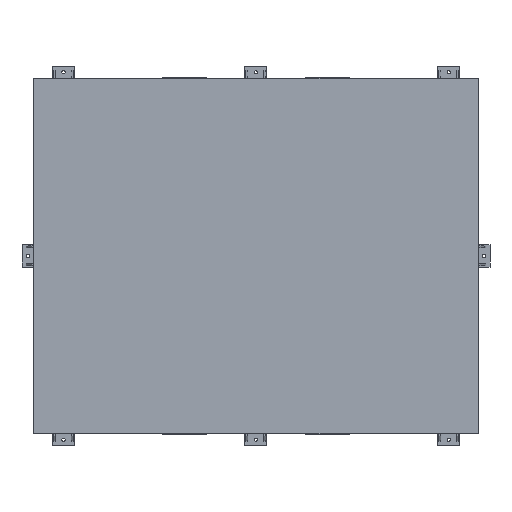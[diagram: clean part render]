
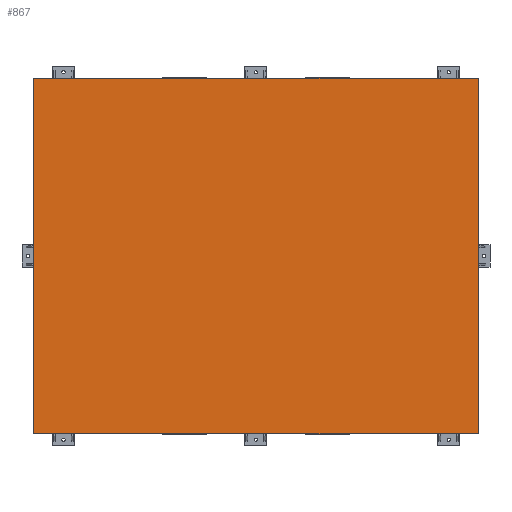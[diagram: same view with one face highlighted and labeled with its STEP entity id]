
A CAD part, top view. The second image highlights one B-rep face of the part: STEP entity #867.
In plain terms, the highlighted planar face has unit normal (0, 0, 1).
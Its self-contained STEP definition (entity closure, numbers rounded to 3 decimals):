
#867=ADVANCED_FACE('',(#1571),#1185,.T.);
#1185=PLANE('',#9132);
#1571=FACE_OUTER_BOUND('',#2045,.T.);
#2045=EDGE_LOOP('',(#4467,#4468,#4469,#4470));
#4467=ORIENTED_EDGE('',*,*,#6471,.F.);
#4468=ORIENTED_EDGE('',*,*,#6472,.F.);
#4469=ORIENTED_EDGE('',*,*,#6473,.F.);
#4470=ORIENTED_EDGE('',*,*,#6474,.F.);
#5255=VERTEX_POINT('',#13802);
#5256=VERTEX_POINT('',#13803);
#5257=VERTEX_POINT('',#13805);
#5258=VERTEX_POINT('',#13807);
#6471=EDGE_CURVE('',#5255,#5256,#7483,.T.);
#6472=EDGE_CURVE('',#5257,#5255,#7484,.T.);
#6473=EDGE_CURVE('',#5258,#5257,#7485,.T.);
#6474=EDGE_CURVE('',#5256,#5258,#7486,.T.);
#7483=LINE('',#13801,#8495);
#7484=LINE('',#13804,#8496);
#7485=LINE('',#13806,#8497);
#7486=LINE('',#13808,#8498);
#8495=VECTOR('',#11388,1.);
#8496=VECTOR('',#11389,1.);
#8497=VECTOR('',#11390,1.);
#8498=VECTOR('',#11391,1.);
#9132=AXIS2_PLACEMENT_3D('',#13809,#11392,#11393);
#11388=DIRECTION('',(-1.,0.,0.));
#11389=DIRECTION('',(0.,-1.,0.));
#11390=DIRECTION('',(1.,0.,0.));
#11391=DIRECTION('',(0.,1.,0.));
#11392=DIRECTION('',(0.,0.,1.));
#11393=DIRECTION('',(1.,0.,0.));
#13801=CARTESIAN_POINT('',(-1500.,0.,0.));
#13802=CARTESIAN_POINT('',(0.,0.,0.));
#13803=CARTESIAN_POINT('',(-3000.,0.,0.));
#13804=CARTESIAN_POINT('',(0.,1200.,0.));
#13805=CARTESIAN_POINT('',(0.,2400.,0.));
#13806=CARTESIAN_POINT('',(-1500.,2400.,0.));
#13807=CARTESIAN_POINT('',(-3000.,2400.,0.));
#13808=CARTESIAN_POINT('',(-3000.,1200.,0.));
#13809=CARTESIAN_POINT('',(-1500.,1200.,0.));
